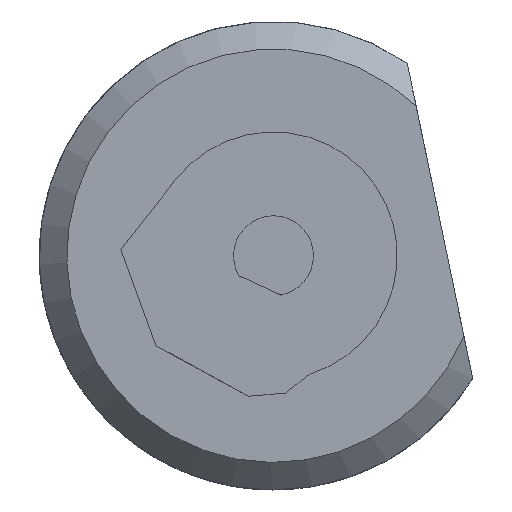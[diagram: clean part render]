
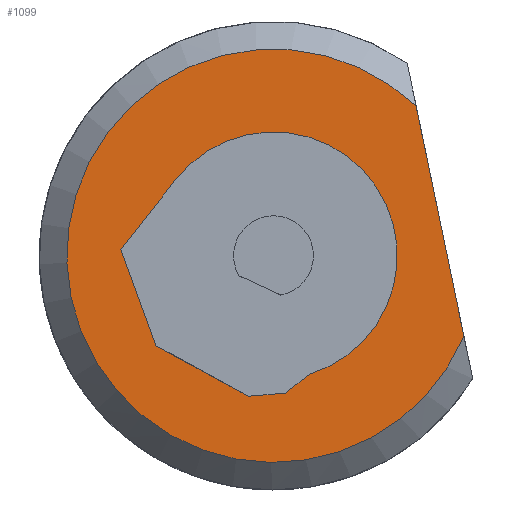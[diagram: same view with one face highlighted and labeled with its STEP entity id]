
A CAD part, left-side view. The second image highlights one B-rep face of the part: STEP entity #1099.
In plain terms, the highlighted planar face has unit normal (-1, 0, 0).
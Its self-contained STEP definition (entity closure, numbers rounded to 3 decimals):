
#26=FACE_BOUND('',#192,.T.);
#112=FACE_OUTER_BOUND('',#191,.T.);
#191=EDGE_LOOP('',(#821,#822));
#192=EDGE_LOOP('',(#823,#824,#825,#826,#827,#828));
#307=LINE('',#1831,#372);
#310=LINE('',#1845,#375);
#311=LINE('',#1849,#376);
#312=LINE('',#1851,#377);
#313=LINE('',#1853,#378);
#314=LINE('',#1854,#379);
#372=VECTOR('',#1411,10.);
#375=VECTOR('',#1424,10.);
#376=VECTOR('',#1427,10.);
#377=VECTOR('',#1428,10.);
#378=VECTOR('',#1429,10.);
#379=VECTOR('',#1430,10.);
#437=CIRCLE('',#1209,15.);
#438=CIRCLE('',#1211,8.988);
#535=VERTEX_POINT('',#1826);
#536=VERTEX_POINT('',#1830);
#538=VERTEX_POINT('',#1843);
#539=VERTEX_POINT('',#1844);
#540=VERTEX_POINT('',#1846);
#541=VERTEX_POINT('',#1848);
#542=VERTEX_POINT('',#1850);
#543=VERTEX_POINT('',#1852);
#644=EDGE_CURVE('',#536,#535,#307,.T.);
#649=EDGE_CURVE('',#536,#535,#437,.T.);
#650=EDGE_CURVE('',#538,#539,#310,.T.);
#651=EDGE_CURVE('',#539,#540,#438,.T.);
#652=EDGE_CURVE('',#540,#541,#311,.T.);
#653=EDGE_CURVE('',#541,#542,#312,.T.);
#654=EDGE_CURVE('',#542,#543,#313,.T.);
#655=EDGE_CURVE('',#543,#538,#314,.T.);
#821=ORIENTED_EDGE('',*,*,#649,.F.);
#822=ORIENTED_EDGE('',*,*,#644,.T.);
#823=ORIENTED_EDGE('',*,*,#650,.T.);
#824=ORIENTED_EDGE('',*,*,#651,.T.);
#825=ORIENTED_EDGE('',*,*,#652,.T.);
#826=ORIENTED_EDGE('',*,*,#653,.T.);
#827=ORIENTED_EDGE('',*,*,#654,.T.);
#828=ORIENTED_EDGE('',*,*,#655,.T.);
#1056=PLANE('',#1210);
#1099=ADVANCED_FACE('',(#112,#26),#1056,.F.);
#1209=AXIS2_PLACEMENT_3D('',#1841,#1420,#1421);
#1210=AXIS2_PLACEMENT_3D('',#1842,#1422,#1423);
#1211=AXIS2_PLACEMENT_3D('',#1847,#1425,#1426);
#1411=DIRECTION('',(0.,-0.993,0.117));
#1420=DIRECTION('center_axis',(1.,0.,0.));
#1421=DIRECTION('ref_axis',(0.,1.,0.));
#1422=DIRECTION('center_axis',(1.,0.,0.));
#1423=DIRECTION('ref_axis',(0.,1.,0.));
#1424=DIRECTION('',(0.,-0.727,-0.687));
#1425=DIRECTION('center_axis',(1.,0.,0.));
#1426=DIRECTION('ref_axis',(0.,1.,0.));
#1427=DIRECTION('',(0.,0.545,0.838));
#1428=DIRECTION('',(0.,0.,1.));
#1429=DIRECTION('',(0.,-0.555,0.832));
#1430=DIRECTION('',(0.,-0.966,0.26));
#1826=CARTESIAN_POINT('',(20.,-9.906,-11.264));
#1830=CARTESIAN_POINT('',(20.,7.012,-13.26));
#1831=CARTESIAN_POINT('',(20.,4.355,-12.947));
#1841=CARTESIAN_POINT('Origin',(20.,0.,0.));
#1842=CARTESIAN_POINT('Origin',(20.,0.,0.));
#1843=CARTESIAN_POINT('',(20.,-1.441,11.001));
#1844=CARTESIAN_POINT('',(20.,-6.17,6.535));
#1845=CARTESIAN_POINT('',(20.,-1.441,11.001));
#1846=CARTESIAN_POINT('',(20.,8.794,-1.854));
#1847=CARTESIAN_POINT('Origin',(20.,0.,0.));
#1848=CARTESIAN_POINT('',(20.,10.,0.));
#1849=CARTESIAN_POINT('',(20.,8.794,-1.854));
#1850=CARTESIAN_POINT('',(20.,10.,2.692));
#1851=CARTESIAN_POINT('',(20.,10.,2.692));
#1852=CARTESIAN_POINT('',(20.,5.749,9.067));
#1853=CARTESIAN_POINT('',(20.,5.749,9.067));
#1854=CARTESIAN_POINT('',(20.,-1.441,11.001));
